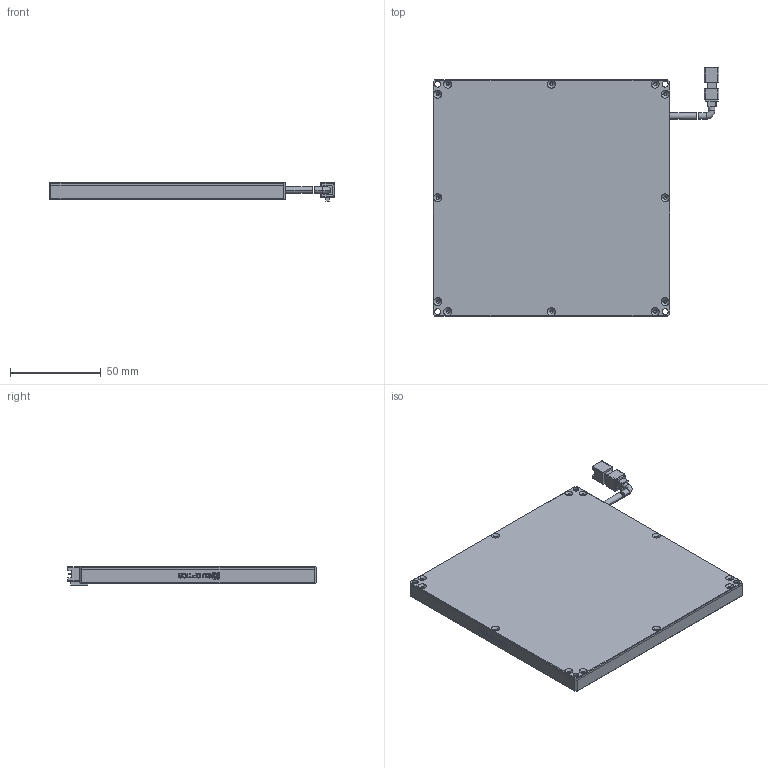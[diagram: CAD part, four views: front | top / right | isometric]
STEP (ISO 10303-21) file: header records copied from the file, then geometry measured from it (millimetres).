
FILE_DESCRIPTION (( 'STEP AP214' ), '1' );
FILE_NAME ('660504-G.STEP', '2019-02-14T01:24:58', ( 'user' ), ( '微软中国' ), 'SwSTEP 2.0', 'SolidWorks 2016', '' );
FILE_SCHEMA (( 'AUTOMOTIVE_DESIGN' ));
Length unit declared in the file: millimetre
Products named in the file (1): 660504-G
Bounding box: 157 x 136.5 x 10 mm (x, y, z)
Volume: 134132.5 mm3; surface area: 90756.4 mm2
Topology: 5 solids, 5 shells, 411 faces, 1053 edges, 662 vertices
Faces by surface type: plane 180, cylinder 118, bspline 61, cone 52
Entity records: 16226 total; most frequent: CARTESIAN_POINT 3118, ORIENTED_EDGE 2030, DIRECTION 1873, EDGE_CURVE 1015, VERTEX_POINT 660, AXIS2_PLACEMENT_3D 625, LINE 623, VECTOR 623
